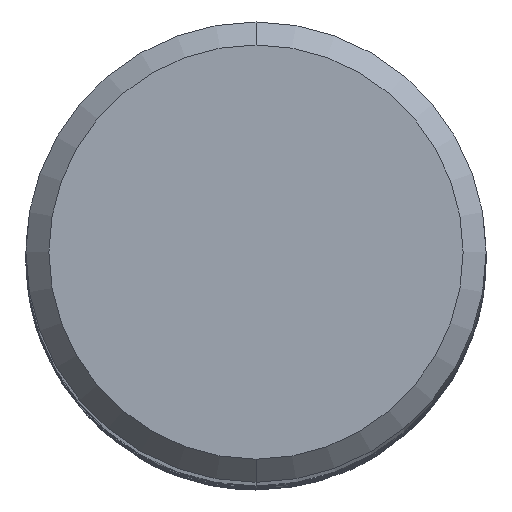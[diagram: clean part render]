
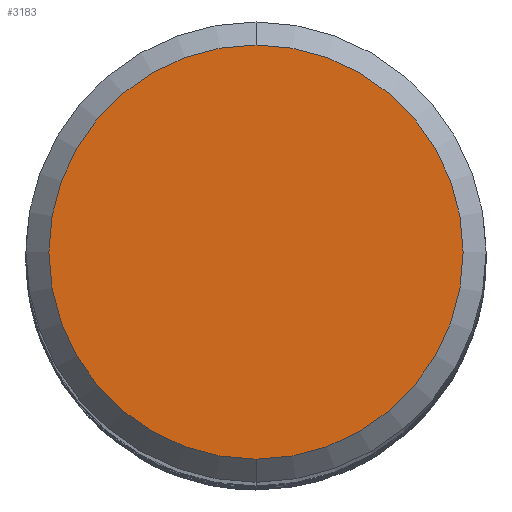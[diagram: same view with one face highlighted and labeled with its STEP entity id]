
A CAD part, top view. The second image highlights one B-rep face of the part: STEP entity #3183.
In plain terms, the highlighted planar face has unit normal (0, 0, 1).
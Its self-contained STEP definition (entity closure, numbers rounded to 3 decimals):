
#1413=VERTEX_POINT('',#4113);
#2631=EDGE_CURVE('',#2901,#1413,#5432,.T.);
#2901=VERTEX_POINT('',#5731);
#3035=EDGE_CURVE('',#1413,#2901,#5881,.T.);
#3183=ADVANCED_FACE('',(#6041),#6042,.T.);
#4113=CARTESIAN_POINT('',(0.0,4.5,0.0));
#5432=CIRCLE('',#26347,4.5);
#5731=CARTESIAN_POINT('',(0.,-4.5,0.0));
#5881=CIRCLE('',#33907,4.5);
#6041=FACE_OUTER_BOUND('',#35750,.T.);
#6042=PLANE('',#35751);
#26347=AXIS2_PLACEMENT_3D('',#46296,#46297,#46298);
#33907=AXIS2_PLACEMENT_3D('',#46781,#46782,#46783);
#35750=EDGE_LOOP('',(#46929,#46930));
#35751=AXIS2_PLACEMENT_3D('',#46931,#46932,#46933);
#46296=CARTESIAN_POINT('',(0.0,0.0,0.0));
#46297=DIRECTION('',(0.0,0.0,-1.0));
#46298=DIRECTION('',(0.0,1.0,0.0));
#46781=CARTESIAN_POINT('',(0.0,0.0,0.0));
#46782=DIRECTION('',(0.0,0.0,-1.0));
#46783=DIRECTION('',(0.0,1.0,0.0));
#46929=ORIENTED_EDGE('',*,*,#3035,.F.);
#46930=ORIENTED_EDGE('',*,*,#2631,.F.);
#46931=CARTESIAN_POINT('',(0.0,2.25,0.0));
#46932=DIRECTION('',(-0.0,0.0,1.0));
#46933=DIRECTION('',(0.0,-1.0,0.0));
